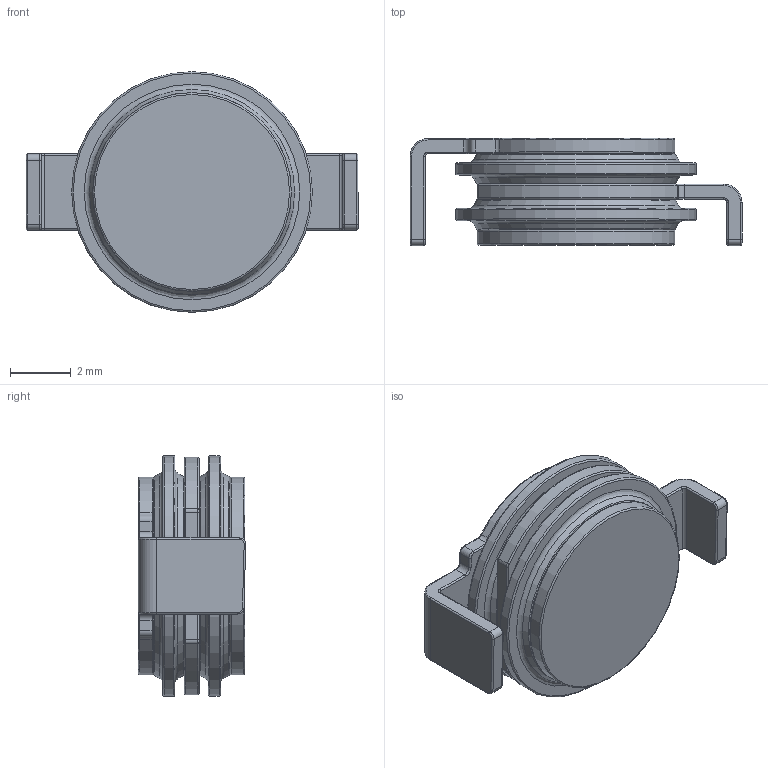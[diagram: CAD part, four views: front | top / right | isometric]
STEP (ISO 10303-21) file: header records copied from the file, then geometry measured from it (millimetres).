
FILE_DESCRIPTION(/* description */ (''),/* implementation_level */ '2;1');
FILE_NAME(/* name */ '2018-SMH.stp',/* time_stamp */ '2016-08-09T10:03:55-06:00',/* author */ ('Lidsneyf'),/* organization */ (''),/* preprocessor_version */ 'ST-DEVELOPER v15.6',/* originating_system */ 'Autodesk Inventor 2015',/* authorisation */ '');
FILE_SCHEMA (('AUTOMOTIVE_DESIGN { 1 0 10303 214 3 1 1 }'));
Length unit declared in the file: millimetre
Products named in the file (5): 34496-T-XX-X7 SMH3 bend; 34498-T-XX-X1 SMH3 bend; 34496-01; 31817-01; 2018-SMH
Bounding box: 10.9 x 3.52 x 7.9 mm (x, y, z)
Volume: 130.9 mm3; surface area: 519.8 mm2
Topology: 5 solids, 5 shells, 660 faces, 1522 edges, 968 vertices
Faces by surface type: bspline 352, plane 139, torus 94, cylinder 63, cone 12
Full cylindrical faces by diameter (mm): 1.5 x1, 3.7 x2, 6.5 x1, 7.9 x2
Entity records: 22603 total; most frequent: CARTESIAN_POINT 10410, ORIENTED_EDGE 2860, DIRECTION 1564, EDGE_CURVE 1430, VERTEX_POINT 942, EDGE_LOOP 780, B_SPLINE_CURVE_WITH_KNOTS 704, FACE_OUTER_BOUND 636
